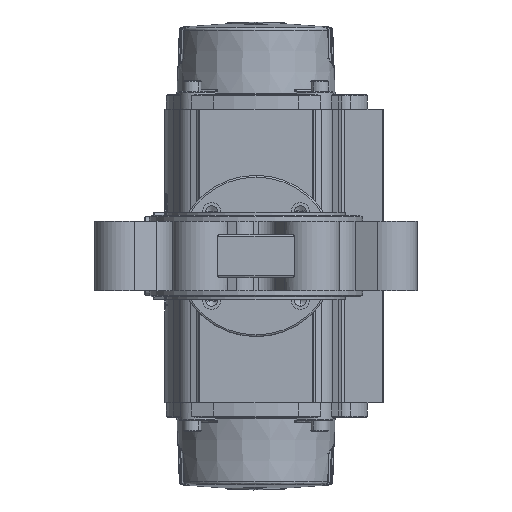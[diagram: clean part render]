
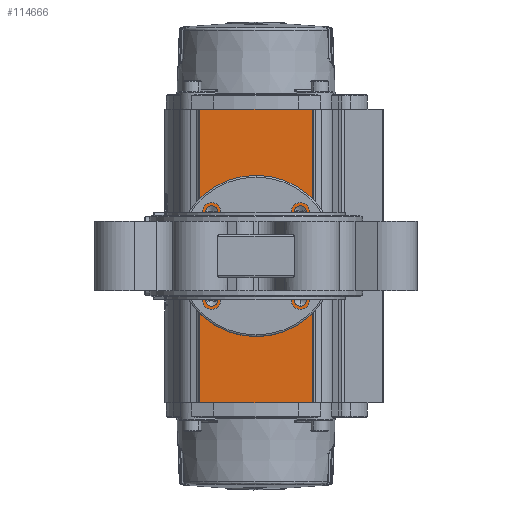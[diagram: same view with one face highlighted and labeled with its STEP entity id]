
A CAD part, front view. The second image highlights one B-rep face of the part: STEP entity #114666.
In plain terms, the highlighted planar face has unit normal (0, -1, 0).
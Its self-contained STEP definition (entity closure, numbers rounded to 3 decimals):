
#155 = AXIS2_PLACEMENT_3D ( 'NONE', #187071, #120097, #72009 ) ;
#3981 = DIRECTION ( 'NONE',  ( 0., 0., -1. ) ) ;
#4320 = VERTEX_POINT ( 'NONE', #151788 ) ;
#4898 = DIRECTION ( 'NONE',  ( 0., 0., -1. ) ) ;
#5215 = LINE ( 'NONE', #190511, #74849 ) ;
#5613 = EDGE_CURVE ( 'NONE', #152528, #44914, #5215, .T. ) ;
#6833 = CIRCLE ( 'NONE', #46146, 3.325 ) ;
#8582 = CARTESIAN_POINT ( 'NONE',  ( 25.072, -72.5, 28.074 ) ) ;
#9517 = CARTESIAN_POINT ( 'NONE',  ( -24.426, -72.5, -28.074 ) ) ;
#11413 = DIRECTION ( 'NONE',  ( 0., 1., 0. ) ) ;
#11954 = FACE_BOUND ( 'NONE', #192506, .T. ) ;
#15094 = AXIS2_PLACEMENT_3D ( 'NONE', #174538, #144391, #4898 ) ;
#16011 = ORIENTED_EDGE ( 'NONE', *, *, #147912, .T. ) ;
#16818 = AXIS2_PLACEMENT_3D ( 'NONE', #192113, #70469, #138606 ) ;
#17614 = EDGE_CURVE ( 'NONE', #102472, #4320, #212909, .T. ) ;
#19969 = ORIENTED_EDGE ( 'NONE', *, *, #17614, .T. ) ;
#28649 = FACE_BOUND ( 'NONE', #37457, .T. ) ;
#29699 = CARTESIAN_POINT ( 'NONE',  ( 25.072, -72.5, -28.074 ) ) ;
#30841 = CARTESIAN_POINT ( 'NONE',  ( -81.577, -72.5, 31.5 ) ) ;
#31986 = AXIS2_PLACEMENT_3D ( 'NONE', #216086, #108166, #92489 ) ;
#32385 = ORIENTED_EDGE ( 'NONE', *, *, #58571, .T. ) ;
#32733 = EDGE_CURVE ( 'NONE', #83889, #133061, #6833, .T. ) ;
#35469 = VERTEX_POINT ( 'NONE', #47235 ) ;
#36849 = CIRCLE ( 'NONE', #122442, 3.325 ) ;
#37457 = EDGE_LOOP ( 'NONE', ( #70626, #166242 ) ) ;
#43160 = ORIENTED_EDGE ( 'NONE', *, *, #32733, .T. ) ;
#44914 = VERTEX_POINT ( 'NONE', #218039 ) ;
#46146 = AXIS2_PLACEMENT_3D ( 'NONE', #215005, #130157, #76574 ) ;
#46495 = FACE_BOUND ( 'NONE', #123523, .T. ) ;
#47235 = CARTESIAN_POINT ( 'NONE',  ( 0.323, -72.5, 27.5 ) ) ;
#49787 = FACE_BOUND ( 'NONE', #133189, .T. ) ;
#51338 = LINE ( 'NONE', #70266, #174263 ) ;
#52838 = CARTESIAN_POINT ( 'NONE',  ( 25.072, -72.5, -24.749 ) ) ;
#55150 = CARTESIAN_POINT ( 'NONE',  ( -24.426, -72.5, 28.074 ) ) ;
#55859 = CARTESIAN_POINT ( 'NONE',  ( 82.223, -72.5, -31.5 ) ) ;
#56226 = DIRECTION ( 'NONE',  ( 0., 0., -1. ) ) ;
#58571 = EDGE_CURVE ( 'NONE', #35469, #84542, #184759, .T. ) ;
#59690 = CARTESIAN_POINT ( 'NONE',  ( -24.426, -72.5, -24.749 ) ) ;
#61871 = DIRECTION ( 'NONE',  ( 0., 0., -1. ) ) ;
#65169 = ORIENTED_EDGE ( 'NONE', *, *, #132834, .T. ) ;
#70266 = CARTESIAN_POINT ( 'NONE',  ( -81.577, -72.5, -42.867 ) ) ;
#70469 = DIRECTION ( 'NONE',  ( 0., 1., 0. ) ) ;
#70626 = ORIENTED_EDGE ( 'NONE', *, *, #180893, .T. ) ;
#71023 = EDGE_CURVE ( 'NONE', #177512, #191646, #51338, .T. ) ;
#72009 = DIRECTION ( 'NONE',  ( 1., 0., 0. ) ) ;
#74849 = VECTOR ( 'NONE', #158141, 1000. ) ;
#76574 = DIRECTION ( 'NONE',  ( 0., 0., -1. ) ) ;
#76752 = VERTEX_POINT ( 'NONE', #191492 ) ;
#77087 = EDGE_CURVE ( 'NONE', #76752, #90330, #36849, .T. ) ;
#81410 = AXIS2_PLACEMENT_3D ( 'NONE', #148927, #217013, #61871 ) ;
#81627 = EDGE_CURVE ( 'NONE', #90330, #76752, #100467, .T. ) ;
#83889 = VERTEX_POINT ( 'NONE', #178996 ) ;
#84542 = VERTEX_POINT ( 'NONE', #147237 ) ;
#85682 = VERTEX_POINT ( 'NONE', #9517 ) ;
#87848 = ORIENTED_EDGE ( 'NONE', *, *, #81627, .T. ) ;
#90330 = VERTEX_POINT ( 'NONE', #29699 ) ;
#91459 = ORIENTED_EDGE ( 'NONE', *, *, #217757, .T. ) ;
#92021 = AXIS2_PLACEMENT_3D ( 'NONE', #98762, #102080, #169091 ) ;
#92489 = DIRECTION ( 'NONE',  ( 0., 0., -1. ) ) ;
#94125 = DIRECTION ( 'NONE',  ( 0., 1., 0. ) ) ;
#94287 = DIRECTION ( 'NONE',  ( 0., 1., 0. ) ) ;
#96723 = FACE_BOUND ( 'NONE', #146785, .T. ) ;
#98762 = CARTESIAN_POINT ( 'NONE',  ( 0.323, -72.5, 0. ) ) ;
#100467 = CIRCLE ( 'NONE', #15094, 3.325 ) ;
#100698 = VECTOR ( 'NONE', #189184, 1000. ) ;
#102080 = DIRECTION ( 'NONE',  ( 0., 1., 0. ) ) ;
#102472 = VERTEX_POINT ( 'NONE', #8582 ) ;
#108166 = DIRECTION ( 'NONE',  ( 0., 1., 0. ) ) ;
#114666 = ADVANCED_FACE ( 'NONE', ( #202782, #49787, #28649, #96723, #11954, #46495 ), #188169, .T. ) ;
#115573 = CARTESIAN_POINT ( 'NONE',  ( -24.426, -72.5, -21.424 ) ) ;
#117520 = LINE ( 'NONE', #185589, #214000 ) ;
#120097 = DIRECTION ( 'NONE',  ( 0., -1., 0. ) ) ;
#120951 = DIRECTION ( 'NONE',  ( 0., 0., -1. ) ) ;
#122442 = AXIS2_PLACEMENT_3D ( 'NONE', #52838, #206900, #120951 ) ;
#123523 = EDGE_LOOP ( 'NONE', ( #43160, #16011 ) ) ;
#123697 = CIRCLE ( 'NONE', #16818, 3.325 ) ;
#130157 = DIRECTION ( 'NONE',  ( 0., 1., 0. ) ) ;
#131343 = CIRCLE ( 'NONE', #163357, 3.325 ) ;
#131712 = ORIENTED_EDGE ( 'NONE', *, *, #71023, .T. ) ;
#132834 = EDGE_CURVE ( 'NONE', #4320, #102472, #167461, .T. ) ;
#133061 = VERTEX_POINT ( 'NONE', #55150 ) ;
#133189 = EDGE_LOOP ( 'NONE', ( #134134, #32385 ) ) ;
#133418 = EDGE_CURVE ( 'NONE', #44914, #177512, #117520, .T. ) ;
#134014 = ORIENTED_EDGE ( 'NONE', *, *, #5613, .T. ) ;
#134134 = ORIENTED_EDGE ( 'NONE', *, *, #214247, .T. ) ;
#138606 = DIRECTION ( 'NONE',  ( 0., 0., -1. ) ) ;
#144391 = DIRECTION ( 'NONE',  ( 0., 1., 0. ) ) ;
#146552 = CIRCLE ( 'NONE', #203592, 3.325 ) ;
#146785 = EDGE_LOOP ( 'NONE', ( #87848, #168787 ) ) ;
#147237 = CARTESIAN_POINT ( 'NONE',  ( 0.323, -72.5, -27.5 ) ) ;
#147912 = EDGE_CURVE ( 'NONE', #133061, #83889, #123697, .T. ) ;
#148927 = CARTESIAN_POINT ( 'NONE',  ( 25.072, -72.5, 24.749 ) ) ;
#151788 = CARTESIAN_POINT ( 'NONE',  ( 25.072, -72.5, 21.424 ) ) ;
#152528 = VERTEX_POINT ( 'NONE', #55859 ) ;
#157640 = CIRCLE ( 'NONE', #203881, 27.5 ) ;
#158141 = DIRECTION ( 'NONE',  ( 0., 0., 1. ) ) ;
#163357 = AXIS2_PLACEMENT_3D ( 'NONE', #59690, #94287, #3981 ) ;
#166242 = ORIENTED_EDGE ( 'NONE', *, *, #168712, .T. ) ;
#167461 = CIRCLE ( 'NONE', #31986, 3.325 ) ;
#168712 = EDGE_CURVE ( 'NONE', #210147, #85682, #146552, .T. ) ;
#168787 = ORIENTED_EDGE ( 'NONE', *, *, #77087, .T. ) ;
#169091 = DIRECTION ( 'NONE',  ( 0., 0., -1. ) ) ;
#172453 = LINE ( 'NONE', #205975, #100698 ) ;
#174263 = VECTOR ( 'NONE', #186417, 1000. ) ;
#174538 = CARTESIAN_POINT ( 'NONE',  ( 25.072, -72.5, -24.749 ) ) ;
#176757 = CARTESIAN_POINT ( 'NONE',  ( 0.323, -72.5, 0. ) ) ;
#177512 = VERTEX_POINT ( 'NONE', #30841 ) ;
#178996 = CARTESIAN_POINT ( 'NONE',  ( -24.426, -72.5, 21.424 ) ) ;
#180893 = EDGE_CURVE ( 'NONE', #85682, #210147, #131343, .T. ) ;
#182201 = ORIENTED_EDGE ( 'NONE', *, *, #133418, .T. ) ;
#182287 = DIRECTION ( 'NONE',  ( -1., 0., 0. ) ) ;
#184759 = CIRCLE ( 'NONE', #92021, 27.5 ) ;
#185589 = CARTESIAN_POINT ( 'NONE',  ( 0.323, -72.5, 31.5 ) ) ;
#186417 = DIRECTION ( 'NONE',  ( 0., 0., -1. ) ) ;
#187071 = CARTESIAN_POINT ( 'NONE',  ( 0.323, -72.5, -32. ) ) ;
#188148 = CARTESIAN_POINT ( 'NONE',  ( -81.577, -72.5, -31.5 ) ) ;
#188169 = PLANE ( 'NONE',  #155 ) ;
#189184 = DIRECTION ( 'NONE',  ( 1., 0., 0. ) ) ;
#190511 = CARTESIAN_POINT ( 'NONE',  ( 82.223, -72.5, -34.607 ) ) ;
#191492 = CARTESIAN_POINT ( 'NONE',  ( 25.072, -72.5, -21.424 ) ) ;
#191646 = VERTEX_POINT ( 'NONE', #188148 ) ;
#192113 = CARTESIAN_POINT ( 'NONE',  ( -24.426, -72.5, 24.749 ) ) ;
#192506 = EDGE_LOOP ( 'NONE', ( #65169, #19969 ) ) ;
#196726 = CARTESIAN_POINT ( 'NONE',  ( -24.426, -72.5, -24.749 ) ) ;
#197824 = DIRECTION ( 'NONE',  ( 0., 0., -1. ) ) ;
#202782 = FACE_OUTER_BOUND ( 'NONE', #218646, .T. ) ;
#203592 = AXIS2_PLACEMENT_3D ( 'NONE', #196726, #11413, #197824 ) ;
#203881 = AXIS2_PLACEMENT_3D ( 'NONE', #176757, #94125, #56226 ) ;
#205975 = CARTESIAN_POINT ( 'NONE',  ( 0.323, -72.5, -31.5 ) ) ;
#206900 = DIRECTION ( 'NONE',  ( 0., 1., 0. ) ) ;
#210147 = VERTEX_POINT ( 'NONE', #115573 ) ;
#212909 = CIRCLE ( 'NONE', #81410, 3.325 ) ;
#214000 = VECTOR ( 'NONE', #182287, 1000. ) ;
#214247 = EDGE_CURVE ( 'NONE', #84542, #35469, #157640, .T. ) ;
#215005 = CARTESIAN_POINT ( 'NONE',  ( -24.426, -72.5, 24.749 ) ) ;
#216086 = CARTESIAN_POINT ( 'NONE',  ( 25.072, -72.5, 24.749 ) ) ;
#217013 = DIRECTION ( 'NONE',  ( 0., 1., 0. ) ) ;
#217757 = EDGE_CURVE ( 'NONE', #191646, #152528, #172453, .T. ) ;
#218039 = CARTESIAN_POINT ( 'NONE',  ( 82.223, -72.5, 31.5 ) ) ;
#218646 = EDGE_LOOP ( 'NONE', ( #91459, #134014, #182201, #131712 ) ) ;
